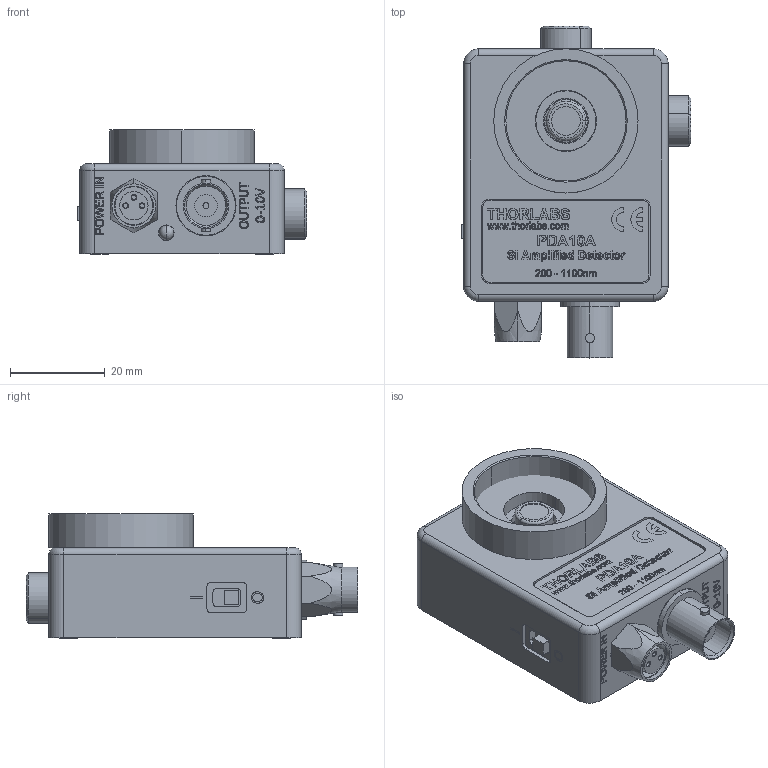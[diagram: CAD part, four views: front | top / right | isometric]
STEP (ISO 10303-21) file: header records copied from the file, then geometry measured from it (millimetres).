
FILE_DESCRIPTION (( 'STEP AP214' ), '1' );
FILE_NAME ('13054-E0W.STEP', '2010-06-22T19:59:25', ( 'Admin' ), ( 'Thorlabs, Inc.' ), 'SwSTEP 2.0', 'SolidWorks 2009', '' );
FILE_SCHEMA (( 'AUTOMOTIVE_DESIGN' ));
Length unit declared in the file: millimetre
Products named in the file (1): 13054-E0W
Bounding box: 48.58 x 70.13 x 26.2 mm (x, y, z)
Volume: 21349.3 mm3; surface area: 23535.2 mm2
Topology: 16 solids, 17 shells, 1651 faces, 4187 edges, 2736 vertices
Faces by surface type: plane 852, bspline 451, cylinder 262, cone 64, torus 20, sphere 2
Entity records: 103417 total; most frequent: CARTESIAN_POINT 47849, ORIENTED_EDGE 8342, DIRECTION 6269, EDGE_CURVE 4171, VERTEX_POINT 2736, VECTOR 2641, LINE 2641, EDGE_LOOP 1863
